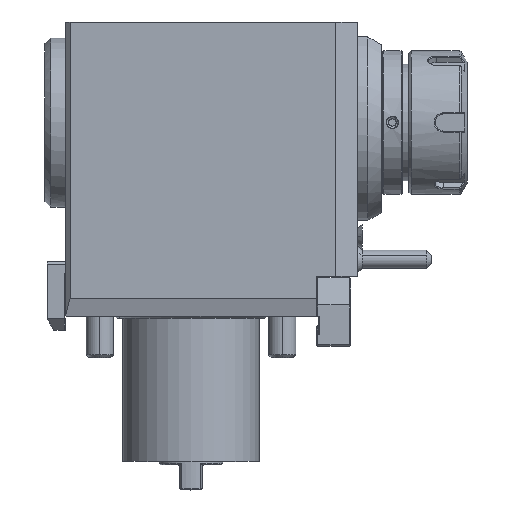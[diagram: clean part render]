
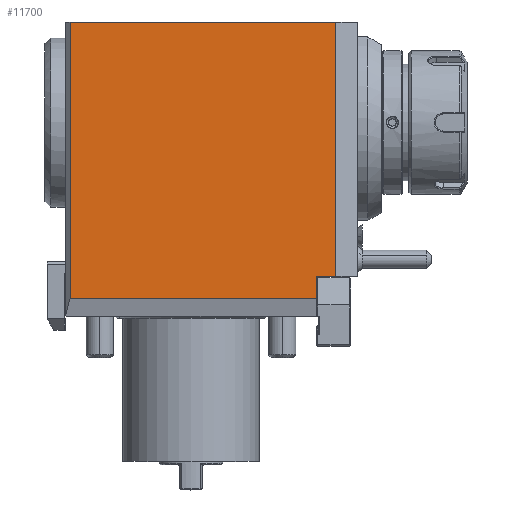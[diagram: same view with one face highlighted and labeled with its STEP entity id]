
A CAD part, top view. The second image highlights one B-rep face of the part: STEP entity #11700.
In plain terms, the highlighted planar face has unit normal (0, 0, 1).
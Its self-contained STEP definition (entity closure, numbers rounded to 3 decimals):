
#3025=DIRECTION('',(1.,0.,0.));
#3026=VECTOR('',#3025,108.);
#3027=CARTESIAN_POINT('',(-53.,5.3,50.));
#3028=LINE('',#3027,#3026);
#3045=DIRECTION('',(0.,1.,0.));
#3046=VECTOR('',#3045,121.);
#3047=CARTESIAN_POINT('',(-53.,5.3,50.));
#3048=LINE('',#3047,#3046);
#3049=DIRECTION('',(0.,-1.,0.));
#3050=VECTOR('',#3049,9.5);
#3051=CARTESIAN_POINT('',(55.,14.8,50.));
#3052=LINE('',#3051,#3050);
#6281=DIRECTION('',(1.,0.,0.));
#6282=VECTOR('',#6281,116.474);
#6283=CARTESIAN_POINT('',(-53.,126.3,50.));
#6284=LINE('',#6283,#6282);
#6301=DIRECTION('',(0.,1.,0.));
#6302=VECTOR('',#6301,111.5);
#6303=CARTESIAN_POINT('',(63.474,14.8,50.));
#6304=LINE('',#6303,#6302);
#6309=DIRECTION('',(1.,0.,0.));
#6310=VECTOR('',#6309,8.474);
#6311=CARTESIAN_POINT('',(55.,14.8,50.));
#6312=LINE('',#6311,#6310);
#8107=CARTESIAN_POINT('',(-53.,5.3,50.));
#8109=VERTEX_POINT('',#8107);
#8832=CARTESIAN_POINT('',(-53.,126.3,50.));
#8833=VERTEX_POINT('',#8832);
#8834=CARTESIAN_POINT('',(63.474,126.3,50.));
#8835=VERTEX_POINT('',#8834);
#8840=CARTESIAN_POINT('',(63.474,14.8,50.));
#8842=VERTEX_POINT('',#8840);
#8846=CARTESIAN_POINT('',(55.,14.8,50.));
#8847=VERTEX_POINT('',#8846);
#8870=CARTESIAN_POINT('',(55.,5.3,50.));
#8871=VERTEX_POINT('',#8870);
#11683=CARTESIAN_POINT('',(73.,-2.7,50.));
#11684=DIRECTION('',(0.,0.,1.));
#11685=DIRECTION('',(0.,1.,0.));
#11686=AXIS2_PLACEMENT_3D('',#11683,#11684,#11685);
#11687=PLANE('',#11686);
#11689=ORIENTED_EDGE('',*,*,#11688,.T.);
#11691=ORIENTED_EDGE('',*,*,#11690,.T.);
#11693=ORIENTED_EDGE('',*,*,#11692,.F.);
#11695=ORIENTED_EDGE('',*,*,#11694,.F.);
#11696=ORIENTED_EDGE('',*,*,#11639,.T.);
#11697=ORIENTED_EDGE('',*,*,#11667,.F.);
#11698=EDGE_LOOP('',(#11689,#11691,#11693,#11695,#11696,#11697));
#11699=FACE_OUTER_BOUND('',#11698,.F.);
#11639=EDGE_CURVE('',#8847,#8871,#3052,.T.);
#11667=EDGE_CURVE('',#8109,#8871,#3028,.T.);
#11688=EDGE_CURVE('',#8109,#8833,#3048,.T.);
#11690=EDGE_CURVE('',#8833,#8835,#6284,.T.);
#11692=EDGE_CURVE('',#8842,#8835,#6304,.T.);
#11694=EDGE_CURVE('',#8847,#8842,#6312,.T.);
#11700=ADVANCED_FACE('',(#11699),#11687,.T.);
